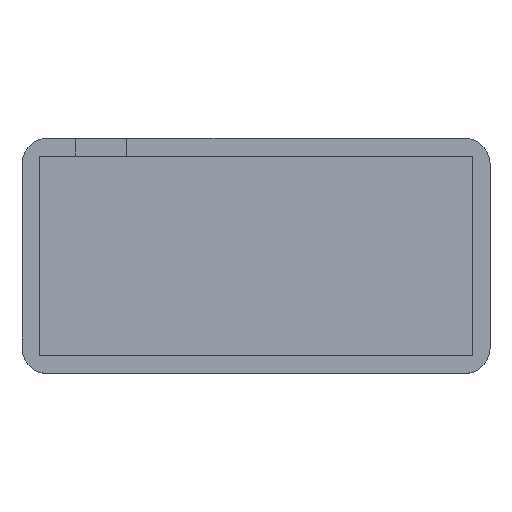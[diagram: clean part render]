
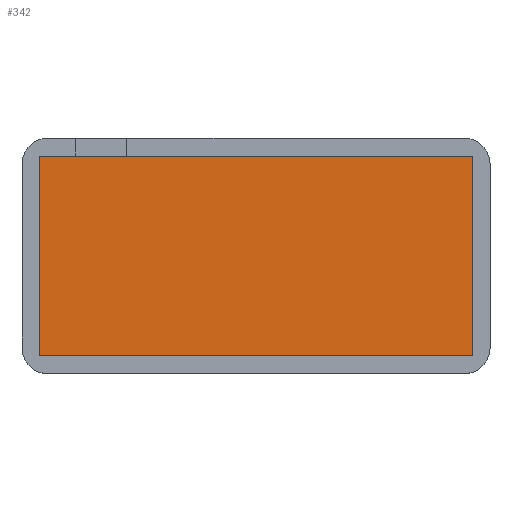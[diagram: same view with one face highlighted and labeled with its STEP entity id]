
A CAD part, top view. The second image highlights one B-rep face of the part: STEP entity #342.
In plain terms, the highlighted planar face has unit normal (0, 0, 1).
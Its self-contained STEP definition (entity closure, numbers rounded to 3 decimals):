
#36=FACE_OUTER_BOUND('',#54,.T.);
#54=EDGE_LOOP('',(#263,#264,#265,#266));
#90=LINE('',#554,#130);
#91=LINE('',#556,#131);
#92=LINE('',#558,#132);
#93=LINE('',#559,#133);
#130=VECTOR('',#444,10.);
#131=VECTOR('',#445,10.);
#132=VECTOR('',#446,10.);
#133=VECTOR('',#447,10.);
#169=VERTEX_POINT('',#552);
#170=VERTEX_POINT('',#553);
#171=VERTEX_POINT('',#555);
#172=VERTEX_POINT('',#557);
#206=EDGE_CURVE('',#169,#170,#90,.T.);
#207=EDGE_CURVE('',#171,#169,#91,.T.);
#208=EDGE_CURVE('',#172,#171,#92,.T.);
#209=EDGE_CURVE('',#170,#172,#93,.T.);
#263=ORIENTED_EDGE('',*,*,#206,.F.);
#264=ORIENTED_EDGE('',*,*,#207,.F.);
#265=ORIENTED_EDGE('',*,*,#208,.F.);
#266=ORIENTED_EDGE('',*,*,#209,.F.);
#328=PLANE('',#379);
#342=ADVANCED_FACE('',(#36),#328,.T.);
#379=AXIS2_PLACEMENT_3D('',#551,#442,#443);
#442=DIRECTION('center_axis',(0.,0.,1.));
#443=DIRECTION('ref_axis',(1.,0.,0.));
#444=DIRECTION('',(0.,1.,0.));
#445=DIRECTION('',(-1.,0.,0.));
#446=DIRECTION('',(0.,-1.,0.));
#447=DIRECTION('',(1.,0.,0.));
#551=CARTESIAN_POINT('Origin',(42.25,19.5,3.));
#552=CARTESIAN_POINT('',(0.,0.,3.));
#553=CARTESIAN_POINT('',(0.,39.,3.));
#554=CARTESIAN_POINT('',(0.,9.75,3.));
#555=CARTESIAN_POINT('',(84.5,0.,3.));
#556=CARTESIAN_POINT('',(63.375,0.,3.));
#557=CARTESIAN_POINT('',(84.5,39.,3.));
#558=CARTESIAN_POINT('',(84.5,29.25,3.));
#559=CARTESIAN_POINT('',(21.125,39.,3.));
